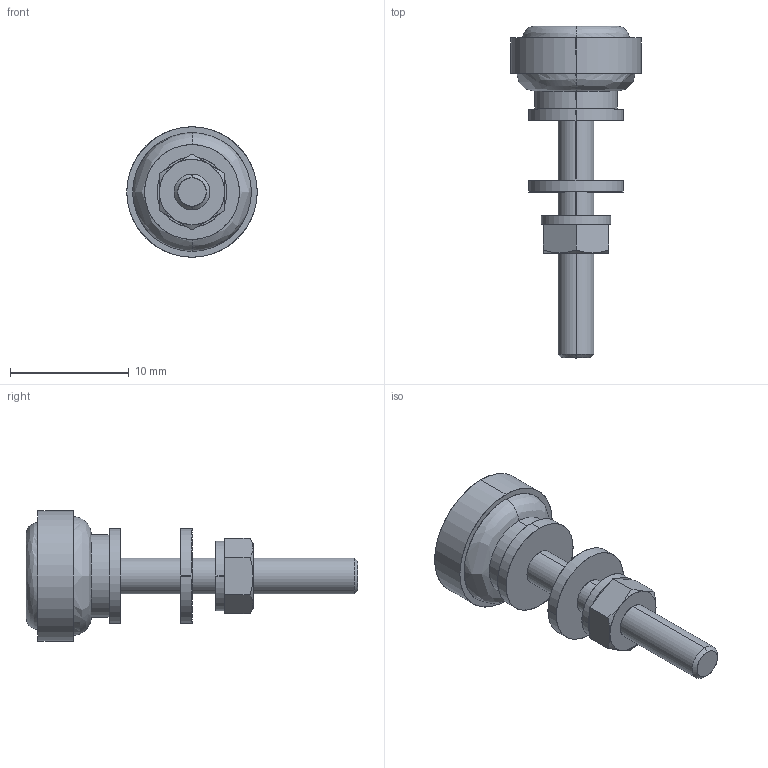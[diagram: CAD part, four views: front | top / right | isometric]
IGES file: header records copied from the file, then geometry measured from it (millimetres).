
Start section: SolidWorks IGES file using analytic representation for surfaces
Global section: file name: A-1040-2.IGS,15; native system: HSolidWorks 2012; preprocessor: SolidWorks 2012; author: 1337yo; date: 150302.174258; units: millimetre
Bounding box: 11 x 28 x 11 mm (x, y, z)
Surface area: 890.9 mm2 (no closed solid volume)
Topology: 0 solids, 0 shells, 48 faces, 850 edges, 850 vertices
Faces by surface type: revolution 26, bspline 22
